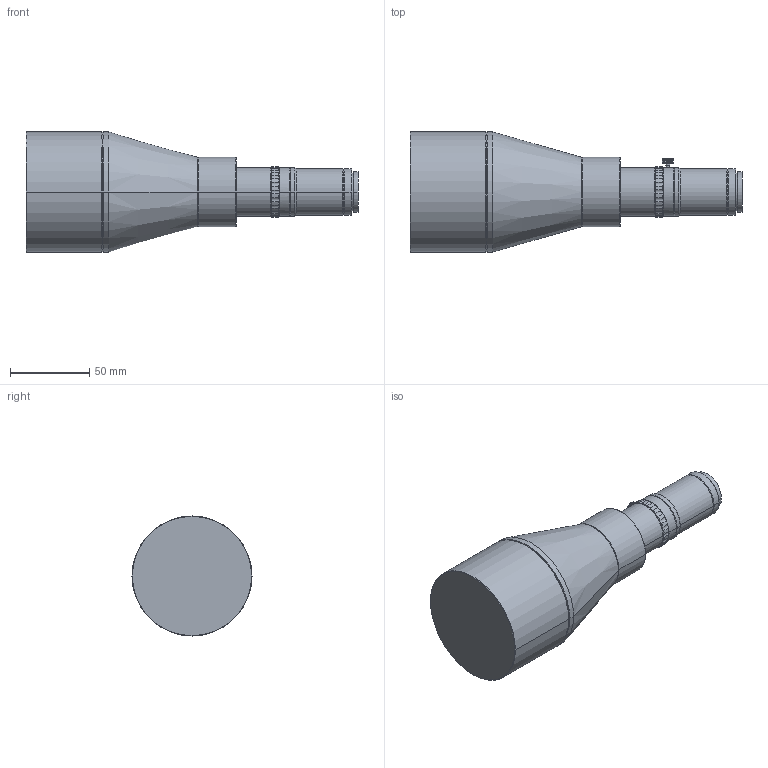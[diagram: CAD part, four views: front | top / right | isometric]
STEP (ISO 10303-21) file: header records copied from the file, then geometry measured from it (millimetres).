
FILE_DESCRIPTION(('FreeCAD Model'),'2;1');
FILE_NAME('Open CASCADE Shape Model','2025-01-22T10:15:03',(''),(''), 'Open CASCADE STEP processor 7.8','FreeCAD','Unknown');
FILE_SCHEMA(('AUTOMOTIVE_DESIGN { 1 0 10303 214 1 1 1 1 }'));
Length unit declared in the file: millimetre
Products named in the file (3): VA-LCM-TC-0-0.22X-WD167-015; PRT0002; 532
Assembly tree (2 placements, depth 2):
  VA-LCM-TC-0-0.22X-WD167-015
    PRT0002
    532
Bounding box: 210.11 x 76 x 76 mm (x, y, z)
Volume: 491990.4 mm3; surface area: 40633 mm2
Topology: 2 solids, 2 shells, 322 faces, 791 edges, 477 vertices
Faces by surface type: cylinder 110, cone 108, plane 102, sphere 2
Entity records: 10039 total; most frequent: CARTESIAN_POINT 2381, DIRECTION 1701, ORIENTED_EDGE 1578, EDGE_CURVE 789, AXIS2_PLACEMENT_3D 743, VERTEX_POINT 477, CIRCLE 418, FACE_BOUND 328
